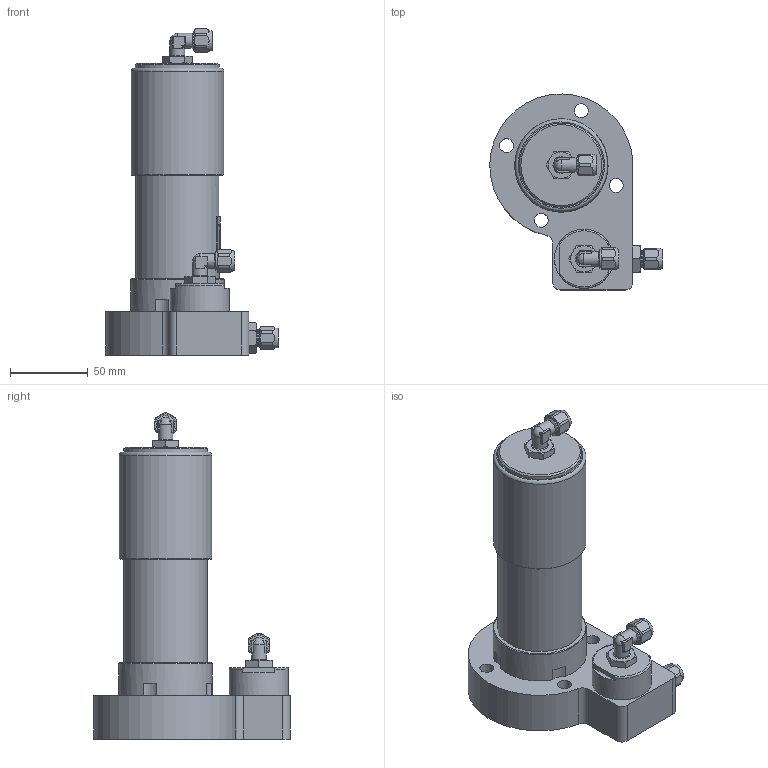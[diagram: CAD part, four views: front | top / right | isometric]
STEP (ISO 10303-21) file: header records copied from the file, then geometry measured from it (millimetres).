
FILE_DESCRIPTION(/* description */ (''),/* implementation_level */ '2;1');
FILE_NAME(/* name */ '00117-37-Dummy.stp',/* time_stamp */ '2021-11-16T14:10:54+01:00',/* author */ ('CAD4'),/* organization */ (''),/* preprocessor_version */ 'ST-DEVELOPER v18.1',/* originating_system */ 'Autodesk Inventor 2022',/* authorisation */ '');
FILE_SCHEMA (('AUTOMOTIVE_DESIGN { 1 0 10303 214 3 1 1 }'));
Length unit declared in the file: millimetre
Products named in the file (1): 00117-37-Dummy
Bounding box: 110.79 x 126 x 209.65 mm (x, y, z)
Volume: 647168.3 mm3; surface area: 81694.7 mm2
Topology: 3 solids, 7 shells, 423 faces, 1598 edges, 1296 vertices
Faces by surface type: cylinder 194, plane 118, cone 72, sphere 22, torus 17
Full cylindrical faces by diameter (mm): 6 x3, 8.2 x3, 9 x4, 9.5 x4, 10.4 x1, 11.5 x1, 12 x3, 13 x2, 26.5 x1, 29.7 x1, 38 x1, 52.2 x1, 54 x2, 54.5 x1, 59.5 x1, 60 x1
Entity records: 25033 total; most frequent: CARTESIAN_POINT 11139, ORIENTED_EDGE 3188, DIRECTION 2414, EDGE_CURVE 1594, VERTEX_POINT 1296, AXIS2_PLACEMENT_3D 967, EDGE_LOOP 546, CIRCLE 539
